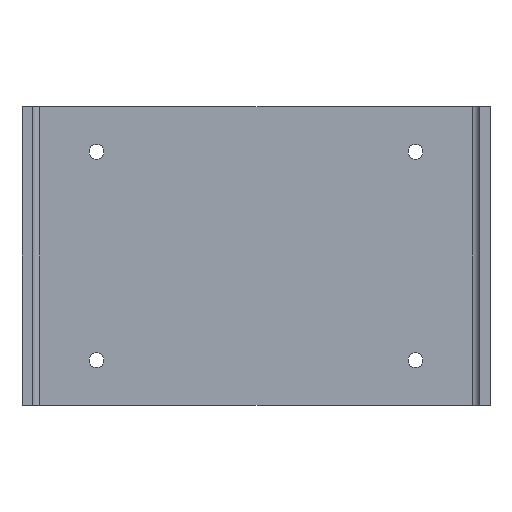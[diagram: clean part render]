
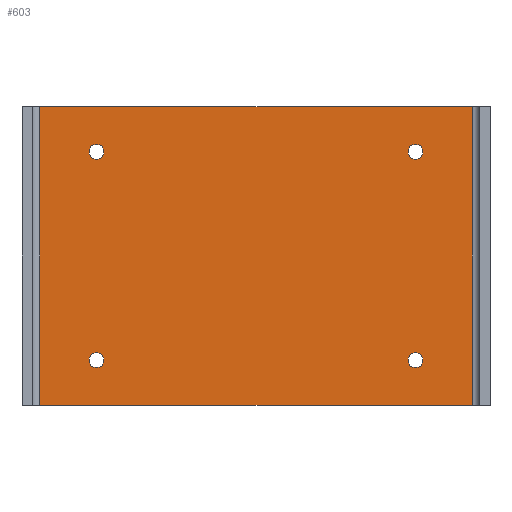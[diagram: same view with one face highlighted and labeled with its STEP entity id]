
A CAD part, front view. The second image highlights one B-rep face of the part: STEP entity #603.
In plain terms, the highlighted planar face has unit normal (0, -1, 0).
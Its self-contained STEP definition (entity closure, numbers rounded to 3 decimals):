
#5 = VERTEX_POINT ( 'NONE', #2768 ) ;
#22 = CARTESIAN_POINT ( 'NONE',  ( 72.5, -3.5, -50. ) ) ;
#48 = CARTESIAN_POINT ( 'NONE',  ( -53.5, -3.5, -37.5 ) ) ;
#110 = AXIS2_PLACEMENT_3D ( 'NONE', #2839, #996, #3149 ) ;
#112 = ORIENTED_EDGE ( 'NONE', *, *, #2654, .T. ) ;
#116 = AXIS2_PLACEMENT_3D ( 'NONE', #2331, #492, #2629 ) ;
#176 = DIRECTION ( 'NONE',  ( 0., 1., 0. ) ) ;
#181 = AXIS2_PLACEMENT_3D ( 'NONE', #3285, #1438, #3603 ) ;
#207 = VERTEX_POINT ( 'NONE', #22 ) ;
#309 = LINE ( 'NONE', #2739, #2719 ) ;
#322 = EDGE_CURVE ( 'NONE', #1975, #2155, #2393, .T. ) ;
#386 = AXIS2_PLACEMENT_3D ( 'NONE', #3055, #1592, #2827 ) ;
#392 = CARTESIAN_POINT ( 'NONE',  ( 53.5, -3.5, -37.5 ) ) ;
#420 = CARTESIAN_POINT ( 'NONE',  ( -72.5, -3.5, 50. ) ) ;
#433 = ORIENTED_EDGE ( 'NONE', *, *, #657, .F. ) ;
#451 = EDGE_CURVE ( 'NONE', #1910, #5, #3652, .T. ) ;
#492 = DIRECTION ( 'NONE',  ( 0., 1., 0. ) ) ;
#543 = CARTESIAN_POINT ( 'NONE',  ( 53.5, -3.5, 35. ) ) ;
#603 = ADVANCED_FACE ( 'NONE', ( #2620, #987, #1817, #3450, #1997 ), #2269, .F. ) ;
#622 = EDGE_CURVE ( 'NONE', #1975, #2072, #2445, .T. ) ;
#657 = EDGE_CURVE ( 'NONE', #2072, #207, #1125, .T. ) ;
#671 = VERTEX_POINT ( 'NONE', #1645 ) ;
#738 = DIRECTION ( 'NONE',  ( 0., 0., 1. ) ) ;
#748 = CARTESIAN_POINT ( 'NONE',  ( -72.5, -3.5, 50. ) ) ;
#802 = ORIENTED_EDGE ( 'NONE', *, *, #3645, .T. ) ;
#837 = DIRECTION ( 'NONE',  ( 0., 0., 1. ) ) ;
#845 = VERTEX_POINT ( 'NONE', #48 ) ;
#987 = FACE_BOUND ( 'NONE', #3523, .T. ) ;
#996 = DIRECTION ( 'NONE',  ( 0., 1., 0. ) ) ;
#1008 = ORIENTED_EDGE ( 'NONE', *, *, #1291, .T. ) ;
#1025 = CIRCLE ( 'NONE', #181, 2.5 ) ;
#1066 = ORIENTED_EDGE ( 'NONE', *, *, #1407, .T. ) ;
#1081 = EDGE_CURVE ( 'NONE', #2256, #671, #3236, .T. ) ;
#1112 = AXIS2_PLACEMENT_3D ( 'NONE', #420, #2585, #738 ) ;
#1125 = LINE ( 'NONE', #1944, #1854 ) ;
#1130 = ORIENTED_EDGE ( 'NONE', *, *, #1081, .T. ) ;
#1170 = EDGE_LOOP ( 'NONE', ( #3686, #1066 ) ) ;
#1252 = ORIENTED_EDGE ( 'NONE', *, *, #451, .T. ) ;
#1291 = EDGE_CURVE ( 'NONE', #671, #2256, #2952, .T. ) ;
#1407 = EDGE_CURVE ( 'NONE', #3858, #2002, #1025, .T. ) ;
#1438 = DIRECTION ( 'NONE',  ( 0., 1., 0. ) ) ;
#1503 = DIRECTION ( 'NONE',  ( 1., 0., 0. ) ) ;
#1533 = EDGE_LOOP ( 'NONE', ( #2828, #1252 ) ) ;
#1581 = CARTESIAN_POINT ( 'NONE',  ( -72.5, -3.5, 50. ) ) ;
#1592 = DIRECTION ( 'NONE',  ( 0., 1., 0. ) ) ;
#1597 = CARTESIAN_POINT ( 'NONE',  ( -53.5, -3.5, -35. ) ) ;
#1645 = CARTESIAN_POINT ( 'NONE',  ( 53.5, -3.5, 37.5 ) ) ;
#1666 = ORIENTED_EDGE ( 'NONE', *, *, #1967, .T. ) ;
#1667 = VECTOR ( 'NONE', #3735, 1000. ) ;
#1674 = EDGE_CURVE ( 'NONE', #2002, #3858, #1801, .T. ) ;
#1683 = AXIS2_PLACEMENT_3D ( 'NONE', #1735, #3893, #2051 ) ;
#1735 = CARTESIAN_POINT ( 'NONE',  ( -53.5, -3.5, -35. ) ) ;
#1801 = CIRCLE ( 'NONE', #116, 2.5 ) ;
#1817 = FACE_BOUND ( 'NONE', #1533, .T. ) ;
#1854 = VECTOR ( 'NONE', #3166, 1000. ) ;
#1910 = VERTEX_POINT ( 'NONE', #3951 ) ;
#1914 = DIRECTION ( 'NONE',  ( 0., 0., 1. ) ) ;
#1944 = CARTESIAN_POINT ( 'NONE',  ( 72.5, -3.5, 50. ) ) ;
#1967 = EDGE_CURVE ( 'NONE', #2155, #207, #309, .T. ) ;
#1975 = VERTEX_POINT ( 'NONE', #3674 ) ;
#1997 = FACE_OUTER_BOUND ( 'NONE', #3225, .T. ) ;
#2002 = VERTEX_POINT ( 'NONE', #3691 ) ;
#2007 = CARTESIAN_POINT ( 'NONE',  ( 53.5, -3.5, 35. ) ) ;
#2028 = CIRCLE ( 'NONE', #386, 2.5 ) ;
#2043 = CARTESIAN_POINT ( 'NONE',  ( 53.5, -3.5, 32.5 ) ) ;
#2051 = DIRECTION ( 'NONE',  ( 0., 0., 1. ) ) ;
#2072 = VERTEX_POINT ( 'NONE', #2162 ) ;
#2155 = VERTEX_POINT ( 'NONE', #2372 ) ;
#2162 = CARTESIAN_POINT ( 'NONE',  ( 72.5, -3.5, 50. ) ) ;
#2206 = AXIS2_PLACEMENT_3D ( 'NONE', #1597, #3761, #1914 ) ;
#2256 = VERTEX_POINT ( 'NONE', #2043 ) ;
#2269 = PLANE ( 'NONE',  #1112 ) ;
#2290 = VERTEX_POINT ( 'NONE', #3901 ) ;
#2312 = CIRCLE ( 'NONE', #1683, 2.5 ) ;
#2314 = DIRECTION ( 'NONE',  ( 0., 0., 1. ) ) ;
#2331 = CARTESIAN_POINT ( 'NONE',  ( 53.5, -3.5, -35. ) ) ;
#2372 = CARTESIAN_POINT ( 'NONE',  ( -72.5, -3.5, -50. ) ) ;
#2393 = LINE ( 'NONE', #1581, #1667 ) ;
#2445 = LINE ( 'NONE', #748, #3244 ) ;
#2456 = EDGE_LOOP ( 'NONE', ( #112, #802 ) ) ;
#2585 = DIRECTION ( 'NONE',  ( 0., 1., 0. ) ) ;
#2594 = DIRECTION ( 'NONE',  ( 1., 0., 0. ) ) ;
#2620 = FACE_BOUND ( 'NONE', #1170, .T. ) ;
#2629 = DIRECTION ( 'NONE',  ( 0., 0., 1. ) ) ;
#2654 = EDGE_CURVE ( 'NONE', #2290, #845, #3436, .T. ) ;
#2680 = DIRECTION ( 'NONE',  ( 0., 1., 0. ) ) ;
#2719 = VECTOR ( 'NONE', #1503, 1000. ) ;
#2739 = CARTESIAN_POINT ( 'NONE',  ( -72.5, -3.5, -50. ) ) ;
#2768 = CARTESIAN_POINT ( 'NONE',  ( -53.5, -3.5, 37.5 ) ) ;
#2827 = DIRECTION ( 'NONE',  ( 0., 0., 1. ) ) ;
#2828 = ORIENTED_EDGE ( 'NONE', *, *, #3779, .T. ) ;
#2839 = CARTESIAN_POINT ( 'NONE',  ( -53.5, -3.5, 35. ) ) ;
#2952 = CIRCLE ( 'NONE', #3131, 2.5 ) ;
#3055 = CARTESIAN_POINT ( 'NONE',  ( -53.5, -3.5, 35. ) ) ;
#3131 = AXIS2_PLACEMENT_3D ( 'NONE', #2007, #176, #2314 ) ;
#3149 = DIRECTION ( 'NONE',  ( 0., 0., 1. ) ) ;
#3166 = DIRECTION ( 'NONE',  ( 0., 0., -1. ) ) ;
#3225 = EDGE_LOOP ( 'NONE', ( #1666, #433, #3880, #3681 ) ) ;
#3236 = CIRCLE ( 'NONE', #3516, 2.5 ) ;
#3244 = VECTOR ( 'NONE', #2594, 1000. ) ;
#3285 = CARTESIAN_POINT ( 'NONE',  ( 53.5, -3.5, -35. ) ) ;
#3436 = CIRCLE ( 'NONE', #2206, 2.5 ) ;
#3450 = FACE_BOUND ( 'NONE', #2456, .T. ) ;
#3516 = AXIS2_PLACEMENT_3D ( 'NONE', #543, #2680, #837 ) ;
#3523 = EDGE_LOOP ( 'NONE', ( #1008, #1130 ) ) ;
#3603 = DIRECTION ( 'NONE',  ( 0., 0., 1. ) ) ;
#3645 = EDGE_CURVE ( 'NONE', #845, #2290, #2312, .T. ) ;
#3652 = CIRCLE ( 'NONE', #110, 2.5 ) ;
#3674 = CARTESIAN_POINT ( 'NONE',  ( -72.5, -3.5, 50. ) ) ;
#3681 = ORIENTED_EDGE ( 'NONE', *, *, #322, .T. ) ;
#3686 = ORIENTED_EDGE ( 'NONE', *, *, #1674, .T. ) ;
#3691 = CARTESIAN_POINT ( 'NONE',  ( 53.5, -3.5, -32.5 ) ) ;
#3735 = DIRECTION ( 'NONE',  ( 0., 0., -1. ) ) ;
#3761 = DIRECTION ( 'NONE',  ( 0., 1., 0. ) ) ;
#3779 = EDGE_CURVE ( 'NONE', #5, #1910, #2028, .T. ) ;
#3858 = VERTEX_POINT ( 'NONE', #392 ) ;
#3880 = ORIENTED_EDGE ( 'NONE', *, *, #622, .F. ) ;
#3893 = DIRECTION ( 'NONE',  ( 0., 1., 0. ) ) ;
#3901 = CARTESIAN_POINT ( 'NONE',  ( -53.5, -3.5, -32.5 ) ) ;
#3951 = CARTESIAN_POINT ( 'NONE',  ( -53.5, -3.5, 32.5 ) ) ;
